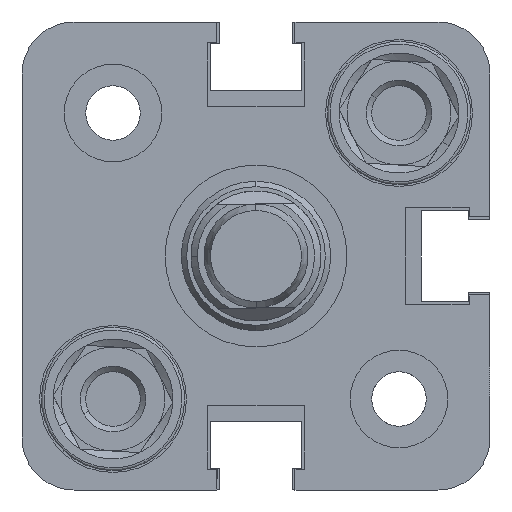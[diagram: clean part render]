
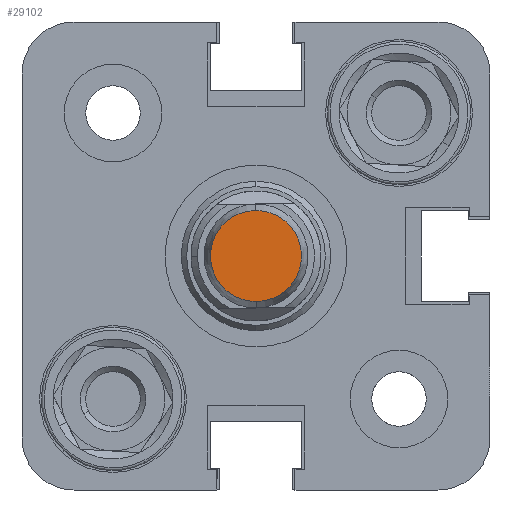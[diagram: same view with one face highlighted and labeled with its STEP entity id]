
A CAD part, left-side view. The second image highlights one B-rep face of the part: STEP entity #29102.
In plain terms, the highlighted face is planar.
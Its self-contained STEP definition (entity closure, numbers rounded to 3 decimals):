
#1427 = EDGE_CURVE ( 'NONE', #29698, #10528, #6426, .T. ) ;
#1724 = ORIENTED_EDGE ( 'NONE', *, *, #15169, .T. ) ;
#3016 = AXIS2_PLACEMENT_3D ( 'NONE', #28842, #7814, #26541 ) ;
#4101 = FACE_OUTER_BOUND ( 'NONE', #20530, .T. ) ;
#4246 = PLANE ( 'NONE',  #12224 ) ;
#6426 = CIRCLE ( 'NONE', #3016, 3.5 ) ;
#7260 = ORIENTED_EDGE ( 'NONE', *, *, #1427, .T. ) ;
#7814 = DIRECTION ( 'NONE',  ( 1., 0., 0. ) ) ;
#10528 = VERTEX_POINT ( 'NONE', #27271 ) ;
#10683 = AXIS2_PLACEMENT_3D ( 'NONE', #23828, #12478, #21847 ) ;
#12224 = AXIS2_PLACEMENT_3D ( 'NONE', #27608, #25904, #13799 ) ;
#12478 = DIRECTION ( 'NONE',  ( 1., 0., 0. ) ) ;
#13689 = CARTESIAN_POINT ( 'NONE',  ( 16., 0., 3.5 ) ) ;
#13799 = DIRECTION ( 'NONE',  ( 0., 0., 1. ) ) ;
#15169 = EDGE_CURVE ( 'NONE', #10528, #29698, #17573, .T. ) ;
#17573 = CIRCLE ( 'NONE', #10683, 3.5 ) ;
#20530 = EDGE_LOOP ( 'NONE', ( #7260, #1724 ) ) ;
#21847 = DIRECTION ( 'NONE',  ( 0., 0., 1. ) ) ;
#23828 = CARTESIAN_POINT ( 'NONE',  ( 16., 0., 0. ) ) ;
#25904 = DIRECTION ( 'NONE',  ( -1., 0., 0. ) ) ;
#26541 = DIRECTION ( 'NONE',  ( 0., 0., 1. ) ) ;
#27271 = CARTESIAN_POINT ( 'NONE',  ( 16., 0., -3.5 ) ) ;
#27608 = CARTESIAN_POINT ( 'NONE',  ( 16., 0., 0. ) ) ;
#28842 = CARTESIAN_POINT ( 'NONE',  ( 16., 0., 0. ) ) ;
#29102 = ADVANCED_FACE ( 'NONE', ( #4101 ), #4246, .F. ) ;
#29698 = VERTEX_POINT ( 'NONE', #13689 ) ;
